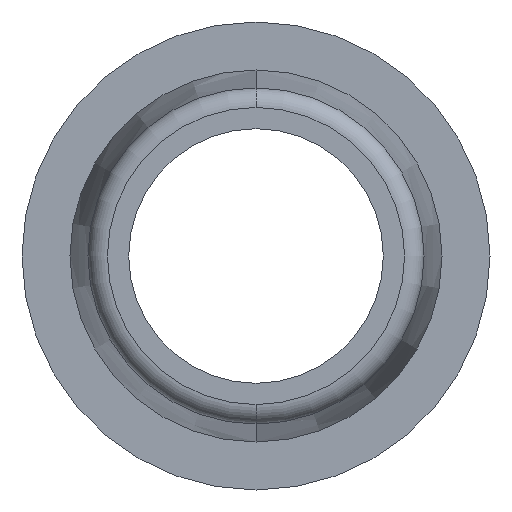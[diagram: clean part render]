
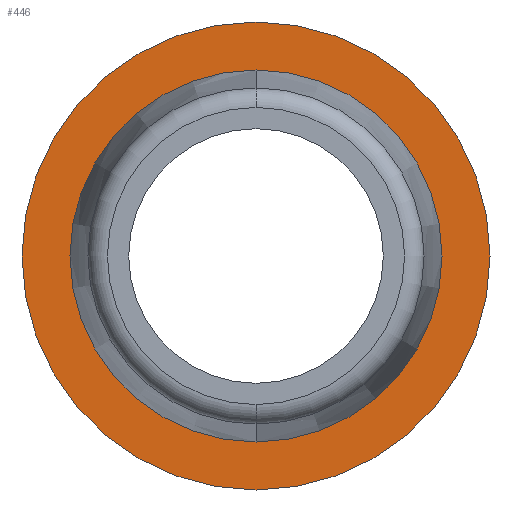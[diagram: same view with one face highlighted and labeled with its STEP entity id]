
A CAD part, front view. The second image highlights one B-rep face of the part: STEP entity #446.
In plain terms, the highlighted planar face has unit normal (0, -1, 0).
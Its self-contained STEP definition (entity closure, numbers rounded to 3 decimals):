
#91 = EDGE_CURVE ( 'NONE', #1139, #1137, #247, .T. ) ;
#126 = CIRCLE ( 'NONE', #142, 5.975 ) ;
#142 = AXIS2_PLACEMENT_3D ( 'NONE', #930, #929, #936 ) ;
#168 = CARTESIAN_POINT ( 'NONE',  ( 0., 25., 5.975 ) ) ;
#202 = CARTESIAN_POINT ( 'NONE',  ( 0., 25., -4.75 ) ) ;
#228 = CARTESIAN_POINT ( 'NONE',  ( 0., 25., -5.975 ) ) ;
#244 = CARTESIAN_POINT ( 'NONE',  ( 0., 25., 4.75 ) ) ;
#247 = CIRCLE ( 'NONE', #248, 5.975 ) ;
#248 = AXIS2_PLACEMENT_3D ( 'NONE', #399, #373, #349 ) ;
#349 = DIRECTION ( 'NONE',  ( 0., 0., -1. ) ) ;
#373 = DIRECTION ( 'NONE',  ( 0., -1., 0. ) ) ;
#399 = CARTESIAN_POINT ( 'NONE',  ( 0., 25., 0. ) ) ;
#404 = AXIS2_PLACEMENT_3D ( 'NONE', #834, #870, #869 ) ;
#421 = AXIS2_PLACEMENT_3D ( 'NONE', #849, #847, #845 ) ;
#424 = CIRCLE ( 'NONE', #421, 4.75 ) ;
#439 = EDGE_CURVE ( 'NONE', #1137, #1139, #126, .T. ) ;
#446 = ADVANCED_FACE ( 'NONE', ( #665, #675 ), #836, .T. ) ;
#456 = EDGE_CURVE ( 'NONE', #1157, #1159, #424, .T. ) ;
#466 = EDGE_CURVE ( 'NONE', #1159, #1157, #1220, .T. ) ;
#642 = EDGE_LOOP ( 'NONE', ( #1066, #1094 ) ) ;
#645 = EDGE_LOOP ( 'NONE', ( #1096, #1068 ) ) ;
#665 = FACE_OUTER_BOUND ( 'NONE', #645, .T. ) ;
#675 = FACE_BOUND ( 'NONE', #642, .T. ) ;
#731 = CARTESIAN_POINT ( 'NONE',  ( 0., 25., 0. ) ) ;
#737 = DIRECTION ( 'NONE',  ( 0., -1., 0. ) ) ;
#748 = DIRECTION ( 'NONE',  ( 0., 0., -1. ) ) ;
#834 = CARTESIAN_POINT ( 'NONE',  ( 5.975, 25., 0. ) ) ;
#836 = PLANE ( 'NONE',  #404 ) ;
#845 = DIRECTION ( 'NONE',  ( 0., 0., -1. ) ) ;
#847 = DIRECTION ( 'NONE',  ( 0., -1., 0. ) ) ;
#849 = CARTESIAN_POINT ( 'NONE',  ( 0., 25., 0. ) ) ;
#869 = DIRECTION ( 'NONE',  ( 0., 0., -1. ) ) ;
#870 = DIRECTION ( 'NONE',  ( 0., -1., 0. ) ) ;
#929 = DIRECTION ( 'NONE',  ( 0., -1., 0. ) ) ;
#930 = CARTESIAN_POINT ( 'NONE',  ( 0., 25., 0. ) ) ;
#936 = DIRECTION ( 'NONE',  ( 0., 0., -1. ) ) ;
#1066 = ORIENTED_EDGE ( 'NONE', *, *, #466, .F. ) ;
#1068 = ORIENTED_EDGE ( 'NONE', *, *, #439, .T. ) ;
#1094 = ORIENTED_EDGE ( 'NONE', *, *, #456, .F. ) ;
#1096 = ORIENTED_EDGE ( 'NONE', *, *, #91, .T. ) ;
#1137 = VERTEX_POINT ( 'NONE', #168 ) ;
#1139 = VERTEX_POINT ( 'NONE', #228 ) ;
#1157 = VERTEX_POINT ( 'NONE', #244 ) ;
#1159 = VERTEX_POINT ( 'NONE', #202 ) ;
#1212 = AXIS2_PLACEMENT_3D ( 'NONE', #731, #737, #748 ) ;
#1220 = CIRCLE ( 'NONE', #1212, 4.75 ) ;
